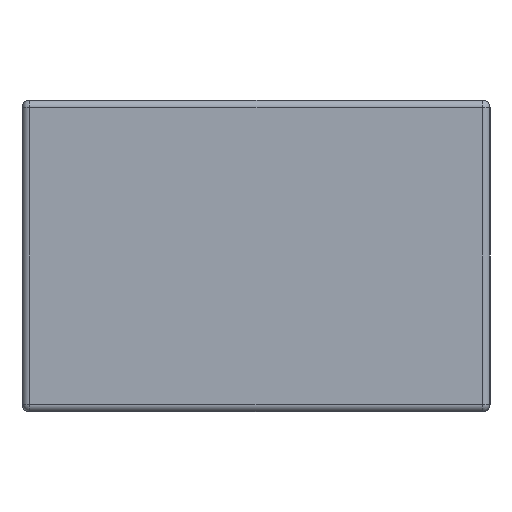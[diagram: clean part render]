
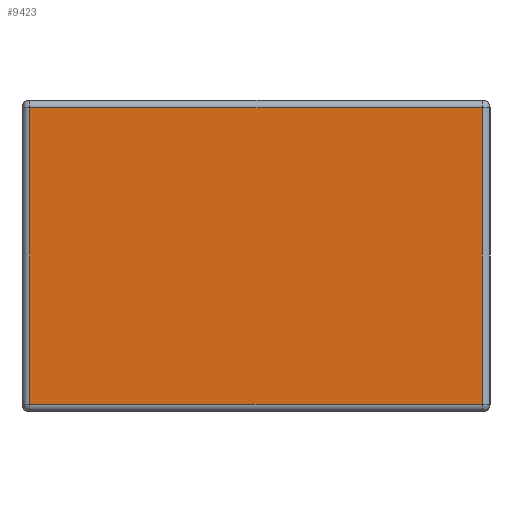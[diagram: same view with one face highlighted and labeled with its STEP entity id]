
A CAD part, front view. The second image highlights one B-rep face of the part: STEP entity #9423.
In plain terms, the highlighted planar face has unit normal (0, -1, 0).
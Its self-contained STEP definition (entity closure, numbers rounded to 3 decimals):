
#362 = CARTESIAN_POINT ( 'NONE',  ( 0., 0., 190. ) ) ;
#471 = LINE ( 'NONE', #5924, #11354 ) ;
#730 = DIRECTION ( 'NONE',  ( 0., 0., -1. ) ) ;
#987 = CARTESIAN_POINT ( 'NONE',  ( 0., 0., 0. ) ) ;
#1197 = ORIENTED_EDGE ( 'NONE', *, *, #7315, .T. ) ;
#2884 = VERTEX_POINT ( 'NONE', #5769 ) ;
#2972 = FACE_OUTER_BOUND ( 'NONE', #5567, .T. ) ;
#3032 = CARTESIAN_POINT ( 'NONE',  ( 0., 0., -190. ) ) ;
#3232 = EDGE_CURVE ( 'NONE', #5763, #2884, #10760, .T. ) ;
#3298 = ORIENTED_EDGE ( 'NONE', *, *, #5842, .T. ) ;
#3836 = CARTESIAN_POINT ( 'NONE',  ( 290., 0., 190. ) ) ;
#4017 = LINE ( 'NONE', #3032, #7035 ) ;
#5567 = EDGE_LOOP ( 'NONE', ( #10491, #3298, #1197, #9395 ) ) ;
#5763 = VERTEX_POINT ( 'NONE', #3836 ) ;
#5769 = CARTESIAN_POINT ( 'NONE',  ( -290., 0., 190. ) ) ;
#5842 = EDGE_CURVE ( 'NONE', #11480, #8210, #4017, .T. ) ;
#5924 = CARTESIAN_POINT ( 'NONE',  ( 290., 0., 0. ) ) ;
#5993 = EDGE_CURVE ( 'NONE', #2884, #11480, #7166, .T. ) ;
#6747 = DIRECTION ( 'NONE',  ( 1., 0., 0. ) ) ;
#6799 = DIRECTION ( 'NONE',  ( -1., 0., 0. ) ) ;
#7035 = VECTOR ( 'NONE', #6747, 1000. ) ;
#7166 = LINE ( 'NONE', #9851, #11910 ) ;
#7315 = EDGE_CURVE ( 'NONE', #8210, #5763, #471, .T. ) ;
#7375 = CARTESIAN_POINT ( 'NONE',  ( -290., 0., -190. ) ) ;
#7475 = PLANE ( 'NONE',  #10812 ) ;
#7659 = DIRECTION ( 'NONE',  ( 0., 0., 1. ) ) ;
#8210 = VERTEX_POINT ( 'NONE', #8740 ) ;
#8740 = CARTESIAN_POINT ( 'NONE',  ( 290., 0., -190. ) ) ;
#9395 = ORIENTED_EDGE ( 'NONE', *, *, #3232, .T. ) ;
#9423 = ADVANCED_FACE ( 'NONE', ( #2972 ), #7475, .F. ) ;
#9851 = CARTESIAN_POINT ( 'NONE',  ( -290., 0., 0. ) ) ;
#10413 = DIRECTION ( 'NONE',  ( 0., 1., 0. ) ) ;
#10491 = ORIENTED_EDGE ( 'NONE', *, *, #5993, .T. ) ;
#10760 = LINE ( 'NONE', #362, #11846 ) ;
#10812 = AXIS2_PLACEMENT_3D ( 'NONE', #987, #10413, #7659 ) ;
#11354 = VECTOR ( 'NONE', #11780, 1000. ) ;
#11480 = VERTEX_POINT ( 'NONE', #7375 ) ;
#11780 = DIRECTION ( 'NONE',  ( 0., 0., 1. ) ) ;
#11846 = VECTOR ( 'NONE', #6799, 1000. ) ;
#11910 = VECTOR ( 'NONE', #730, 1000. ) ;
